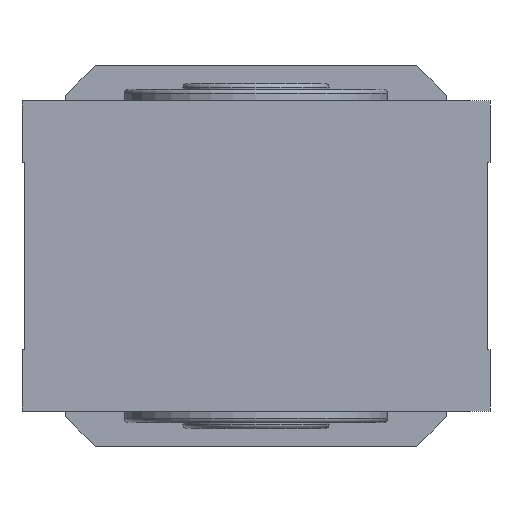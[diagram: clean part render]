
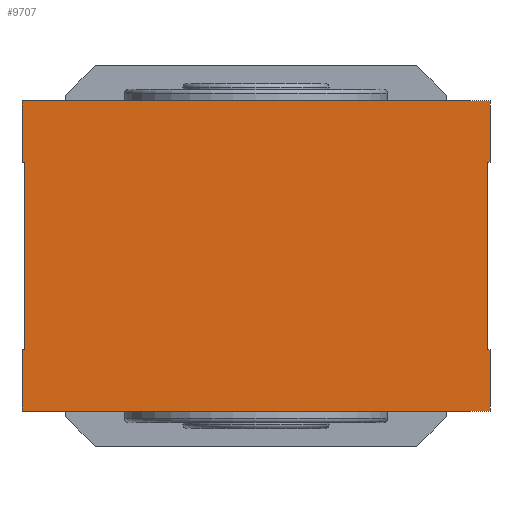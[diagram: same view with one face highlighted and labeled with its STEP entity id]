
A CAD part, front view. The second image highlights one B-rep face of the part: STEP entity #9707.
In plain terms, the highlighted planar face has unit normal (0, -1, 0).
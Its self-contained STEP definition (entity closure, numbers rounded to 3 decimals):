
#97=DIRECTION('',(-1.,0.,0.));
#98=VECTOR('',#97,160.);
#99=CARTESIAN_POINT('',(80.,-115.5,-53.));
#100=LINE('',#99,#98);
#1108=DIRECTION('',(0.,0.,1.));
#1109=VECTOR('',#1108,21.);
#1110=CARTESIAN_POINT('',(-80.,-115.5,-53.));
#1111=LINE('',#1110,#1109);
#1146=DIRECTION('',(0.,0.,1.));
#1147=VECTOR('',#1146,64.);
#1148=CARTESIAN_POINT('',(79.,-115.5,-32.));
#1149=LINE('',#1148,#1147);
#1150=DIRECTION('',(-1.,0.,0.));
#1151=VECTOR('',#1150,1.);
#1152=CARTESIAN_POINT('',(80.,-115.5,-32.));
#1153=LINE('',#1152,#1151);
#1154=DIRECTION('',(0.,0.,1.));
#1155=VECTOR('',#1154,21.);
#1156=CARTESIAN_POINT('',(80.,-115.5,-53.));
#1157=LINE('',#1156,#1155);
#1158=DIRECTION('',(-1.,0.,0.));
#1159=VECTOR('',#1158,1.);
#1160=CARTESIAN_POINT('',(-79.,-115.5,-32.));
#1161=LINE('',#1160,#1159);
#1162=DIRECTION('',(0.,0.,-1.));
#1163=VECTOR('',#1162,64.);
#1164=CARTESIAN_POINT('',(-79.,-115.5,32.));
#1165=LINE('',#1164,#1163);
#1166=DIRECTION('',(1.,0.,0.));
#1167=VECTOR('',#1166,1.);
#1168=CARTESIAN_POINT('',(-80.,-115.5,32.));
#1169=LINE('',#1168,#1167);
#1170=DIRECTION('',(-1.,0.,0.));
#1171=VECTOR('',#1170,160.);
#1172=CARTESIAN_POINT('',(80.,-115.5,53.));
#1173=LINE('',#1172,#1171);
#1174=DIRECTION('',(0.,0.,1.));
#1175=VECTOR('',#1174,21.);
#1176=CARTESIAN_POINT('',(80.,-115.5,32.));
#1177=LINE('',#1176,#1175);
#1178=DIRECTION('',(1.,0.,0.));
#1179=VECTOR('',#1178,1.);
#1180=CARTESIAN_POINT('',(79.,-115.5,32.));
#1181=LINE('',#1180,#1179);
#2150=DIRECTION('',(0.,0.,1.));
#2151=VECTOR('',#2150,21.);
#2152=CARTESIAN_POINT('',(-80.,-115.5,32.));
#2153=LINE('',#2152,#2151);
#7390=CARTESIAN_POINT('',(80.,-115.5,53.));
#7392=VERTEX_POINT('',#7390);
#7773=CARTESIAN_POINT('',(79.,-115.5,32.));
#7774=CARTESIAN_POINT('',(80.,-115.5,32.));
#7775=VERTEX_POINT('',#7773);
#7776=VERTEX_POINT('',#7774);
#7811=CARTESIAN_POINT('',(80.,-115.5,-53.));
#7812=VERTEX_POINT('',#7811);
#7829=CARTESIAN_POINT('',(-79.,-115.5,32.));
#7830=VERTEX_POINT('',#7829);
#7867=CARTESIAN_POINT('',(-80.,-115.5,53.));
#7868=VERTEX_POINT('',#7867);
#7889=CARTESIAN_POINT('',(-80.,-115.5,32.));
#7891=VERTEX_POINT('',#7889);
#8098=CARTESIAN_POINT('',(79.,-115.5,-32.));
#8099=VERTEX_POINT('',#8098);
#8586=CARTESIAN_POINT('',(80.,-115.5,-32.));
#8587=VERTEX_POINT('',#8586);
#8813=CARTESIAN_POINT('',(-79.,-115.5,-32.));
#8814=CARTESIAN_POINT('',(-80.,-115.5,-32.));
#8815=VERTEX_POINT('',#8813);
#8816=VERTEX_POINT('',#8814);
#9012=CARTESIAN_POINT('',(-80.,-115.5,-53.));
#9013=VERTEX_POINT('',#9012);
#9678=CARTESIAN_POINT('',(80.,-115.5,53.));
#9679=DIRECTION('',(0.,1.,0.));
#9680=DIRECTION('',(0.,0.,1.));
#9681=AXIS2_PLACEMENT_3D('',#9678,#9679,#9680);
#9682=PLANE('',#9681);
#9684=ORIENTED_EDGE('',*,*,#9683,.F.);
#9686=ORIENTED_EDGE('',*,*,#9685,.F.);
#9688=ORIENTED_EDGE('',*,*,#9687,.F.);
#9689=ORIENTED_EDGE('',*,*,#9176,.T.);
#9690=ORIENTED_EDGE('',*,*,#9650,.T.);
#9692=ORIENTED_EDGE('',*,*,#9691,.F.);
#9694=ORIENTED_EDGE('',*,*,#9693,.F.);
#9696=ORIENTED_EDGE('',*,*,#9695,.F.);
#9698=ORIENTED_EDGE('',*,*,#9697,.T.);
#9700=ORIENTED_EDGE('',*,*,#9699,.F.);
#9702=ORIENTED_EDGE('',*,*,#9701,.F.);
#9704=ORIENTED_EDGE('',*,*,#9703,.F.);
#9705=EDGE_LOOP('',(#9684,#9686,#9688,#9689,#9690,#9692,#9694,#9696,#9698,#9700,
#9702,#9704));
#9706=FACE_OUTER_BOUND('',#9705,.F.);
#9707=ADVANCED_FACE('',(#9706),#9682,.F.);
#9176=EDGE_CURVE('',#7812,#9013,#100,.T.);
#9650=EDGE_CURVE('',#9013,#8816,#1111,.T.);
#9683=EDGE_CURVE('',#8099,#7775,#1149,.T.);
#9685=EDGE_CURVE('',#8587,#8099,#1153,.T.);
#9687=EDGE_CURVE('',#7812,#8587,#1157,.T.);
#9691=EDGE_CURVE('',#8815,#8816,#1161,.T.);
#9693=EDGE_CURVE('',#7830,#8815,#1165,.T.);
#9695=EDGE_CURVE('',#7891,#7830,#1169,.T.);
#9697=EDGE_CURVE('',#7891,#7868,#2153,.T.);
#9699=EDGE_CURVE('',#7392,#7868,#1173,.T.);
#9701=EDGE_CURVE('',#7776,#7392,#1177,.T.);
#9703=EDGE_CURVE('',#7775,#7776,#1181,.T.);
